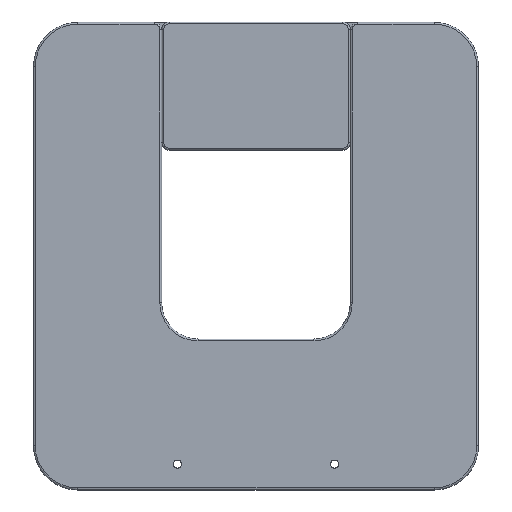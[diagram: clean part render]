
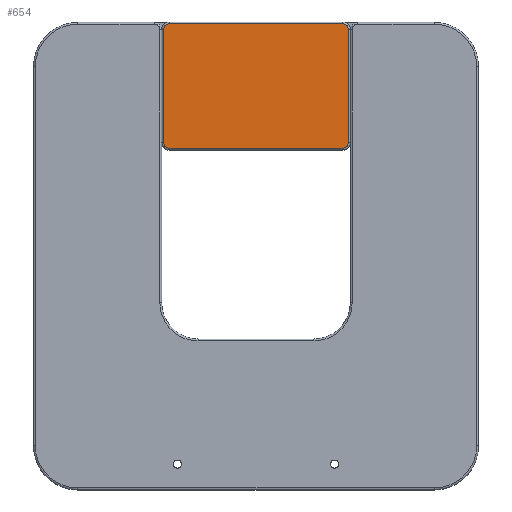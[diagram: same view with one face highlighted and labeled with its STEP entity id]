
A CAD part, top view. The second image highlights one B-rep face of the part: STEP entity #654.
In plain terms, the highlighted face is planar.
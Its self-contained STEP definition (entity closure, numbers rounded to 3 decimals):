
#632 = EDGE_CURVE ( 'NONE', #659, #633, #8128, .T. ) ;
#633 = VERTEX_POINT ( 'NONE', #8124 ) ;
#634 = ORIENTED_EDGE ( 'NONE', *, *, #635, .T. ) ;
#635 = EDGE_CURVE ( 'NONE', #633, #636, #8123, .T. ) ;
#636 = VERTEX_POINT ( 'NONE', #8182 ) ;
#637 = ORIENTED_EDGE ( 'NONE', *, *, #638, .T. ) ;
#638 = EDGE_CURVE ( 'NONE', #636, #639, #8181, .T. ) ;
#639 = VERTEX_POINT ( 'NONE', #8176 ) ;
#640 = ORIENTED_EDGE ( 'NONE', *, *, #641, .T. ) ;
#641 = EDGE_CURVE ( 'NONE', #639, #642, #8175, .T. ) ;
#642 = VERTEX_POINT ( 'NONE', #8171 ) ;
#643 = ORIENTED_EDGE ( 'NONE', *, *, #644, .T. ) ;
#644 = EDGE_CURVE ( 'NONE', #642, #645, #8170, .T. ) ;
#645 = VERTEX_POINT ( 'NONE', #8165 ) ;
#646 = ORIENTED_EDGE ( 'NONE', *, *, #703, .T. ) ;
#654 = ADVANCED_FACE ( 'NONE', ( #8155 ), #8154, .F. ) ;
#655 = EDGE_LOOP ( 'NONE', ( #656, #660, #634, #637, #640, #643, #646, #705 ) ) ;
#656 = ORIENTED_EDGE ( 'NONE', *, *, #657, .T. ) ;
#657 = EDGE_CURVE ( 'NONE', #658, #659, #8152, .T. ) ;
#658 = VERTEX_POINT ( 'NONE', #8209 ) ;
#659 = VERTEX_POINT ( 'NONE', #8208 ) ;
#660 = ORIENTED_EDGE ( 'NONE', *, *, #632, .T. ) ;
#703 = EDGE_CURVE ( 'NONE', #645, #704, #8261, .T. ) ;
#704 = VERTEX_POINT ( 'NONE', #8257 ) ;
#705 = ORIENTED_EDGE ( 'NONE', *, *, #706, .T. ) ;
#706 = EDGE_CURVE ( 'NONE', #704, #658, #8256, .T. ) ;
#8120 = DIRECTION ( 'NONE',  ( -1., 0., 0. ) ) ;
#8121 = VECTOR ( 'NONE', #8120, 1000. ) ;
#8122 = CARTESIAN_POINT ( 'NONE',  ( -25.6, -16.9, -2.7 ) ) ;
#8123 = LINE ( 'NONE', #8122, #8121 ) ;
#8124 = CARTESIAN_POINT ( 'NONE',  ( 23.6, -16.9, -2.7 ) ) ;
#8125 = DIRECTION ( 'NONE',  ( 1., 0., 0. ) ) ;
#8126 = DIRECTION ( 'NONE',  ( 0., 0., -1. ) ) ;
#8127 = AXIS2_PLACEMENT_3D ( 'NONE', #8132, #8126, #8125 ) ;
#8128 = CIRCLE ( 'NONE', #8127, 1.5 ) ;
#8132 = CARTESIAN_POINT ( 'NONE',  ( 23.6, -15.4, -2.7 ) ) ;
#8150 = DIRECTION ( 'NONE',  ( 0., 0., 1. ) ) ;
#8151 = AXIS2_PLACEMENT_3D ( 'NONE', #8153, #8150, #8213 ) ;
#8152 = LINE ( 'NONE', #8212, #8211 ) ;
#8153 = CARTESIAN_POINT ( 'NONE',  ( -25.6, 17.4, -2.7 ) ) ;
#8154 = PLANE ( 'NONE',  #8151 ) ;
#8155 = FACE_OUTER_BOUND ( 'NONE', #655, .T. ) ;
#8165 = CARTESIAN_POINT ( 'NONE',  ( -23.6, 16.9, -2.7 ) ) ;
#8166 = DIRECTION ( 'NONE',  ( 1., 0., 0. ) ) ;
#8167 = DIRECTION ( 'NONE',  ( 0., 0., -1. ) ) ;
#8168 = CARTESIAN_POINT ( 'NONE',  ( -23.6, 15.4, -2.7 ) ) ;
#8169 = AXIS2_PLACEMENT_3D ( 'NONE', #8168, #8167, #8166 ) ;
#8170 = CIRCLE ( 'NONE', #8169, 1.5 ) ;
#8171 = CARTESIAN_POINT ( 'NONE',  ( -25.1, 15.4, -2.7 ) ) ;
#8172 = DIRECTION ( 'NONE',  ( 0., 1., 0. ) ) ;
#8173 = VECTOR ( 'NONE', #8172, 1000. ) ;
#8174 = CARTESIAN_POINT ( 'NONE',  ( -25.1, 17.4, -2.7 ) ) ;
#8175 = LINE ( 'NONE', #8174, #8173 ) ;
#8176 = CARTESIAN_POINT ( 'NONE',  ( -25.1, -15.4, -2.7 ) ) ;
#8177 = DIRECTION ( 'NONE',  ( 1., 0., 0. ) ) ;
#8178 = DIRECTION ( 'NONE',  ( 0., 0., -1. ) ) ;
#8179 = CARTESIAN_POINT ( 'NONE',  ( -23.6, -15.4, -2.7 ) ) ;
#8180 = AXIS2_PLACEMENT_3D ( 'NONE', #8179, #8178, #8177 ) ;
#8181 = CIRCLE ( 'NONE', #8180, 1.5 ) ;
#8182 = CARTESIAN_POINT ( 'NONE',  ( -23.6, -16.9, -2.7 ) ) ;
#8208 = CARTESIAN_POINT ( 'NONE',  ( 25.1, -15.4, -2.7 ) ) ;
#8209 = CARTESIAN_POINT ( 'NONE',  ( 25.1, 15.4, -2.7 ) ) ;
#8210 = DIRECTION ( 'NONE',  ( 0., -1., 0. ) ) ;
#8211 = VECTOR ( 'NONE', #8210, 1000. ) ;
#8212 = CARTESIAN_POINT ( 'NONE',  ( 25.1, 17.4, -2.7 ) ) ;
#8213 = DIRECTION ( 'NONE',  ( 1., 0., 0. ) ) ;
#8252 = DIRECTION ( 'NONE',  ( 1., 0., 0. ) ) ;
#8253 = DIRECTION ( 'NONE',  ( 0., 0., -1. ) ) ;
#8254 = CARTESIAN_POINT ( 'NONE',  ( 23.6, 15.4, -2.7 ) ) ;
#8255 = AXIS2_PLACEMENT_3D ( 'NONE', #8254, #8253, #8252 ) ;
#8256 = CIRCLE ( 'NONE', #8255, 1.5 ) ;
#8257 = CARTESIAN_POINT ( 'NONE',  ( 23.6, 16.9, -2.7 ) ) ;
#8258 = DIRECTION ( 'NONE',  ( 1., 0., 0. ) ) ;
#8259 = VECTOR ( 'NONE', #8258, 1000. ) ;
#8260 = CARTESIAN_POINT ( 'NONE',  ( -25.6, 16.9, -2.7 ) ) ;
#8261 = LINE ( 'NONE', #8260, #8259 ) ;
